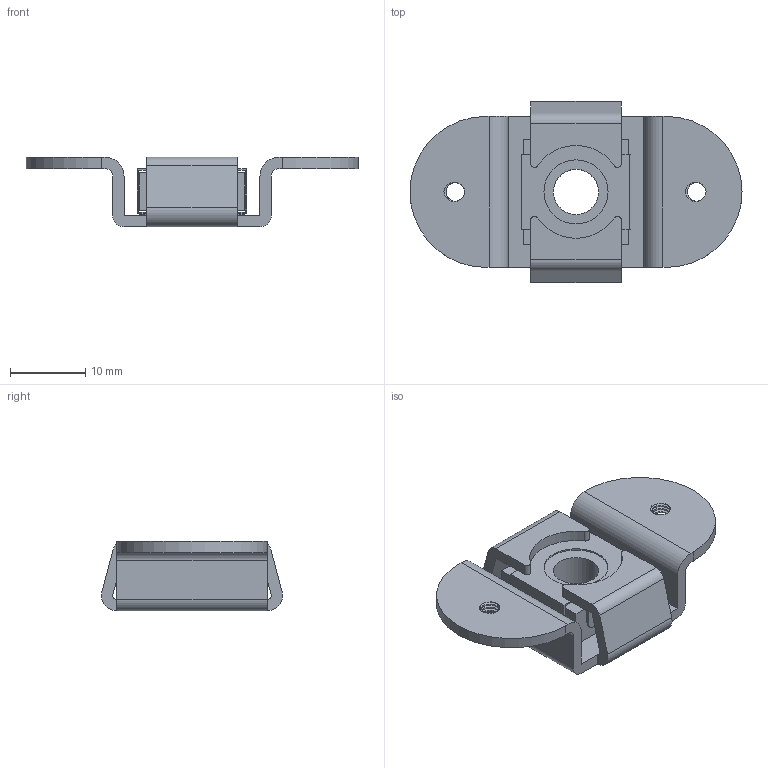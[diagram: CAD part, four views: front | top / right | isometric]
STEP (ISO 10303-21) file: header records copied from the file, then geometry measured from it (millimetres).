
FILE_DESCRIPTION( (''), '2;1');
FILE_NAME ('PC014.9784.TL_405_M6_32675.stp','2024-05-23T21:34:39',(''),(''),'spGate 19.8.4 (****-****-****-****)','','');
FILE_SCHEMA (('AUTOMOTIVE_DESIGN'));
Length unit declared in the file: millimetre
Products named in the file (4): Assembly; bracket; nut holder; square nut
Assembly tree (3 placements, depth 2):
  Assembly
    bracket
    nut holder
    square nut
Bounding box: 44 x 23.99 x 9.2 mm (x, y, z)
Volume: 2776.2 mm3; surface area: 4411 mm2
Topology: 3 solids, 3 shells, 143 faces, 433 edges, 302 vertices
Faces by surface type: cylinder 69, plane 66, bspline 4, sphere 4
Entity records: 8886 total; most frequent: CARTESIAN_POINT 1655, ORIENTED_EDGE 866, DIRECTION 782, COLOUR_RGB 579, PRESENTATION_STYLE_ASSIGNMENT 579, STYLED_ITEM 579, EDGE_CURVE 433, DRAUGHTING_PRE_DEFINED_CURVE_FONT 433
